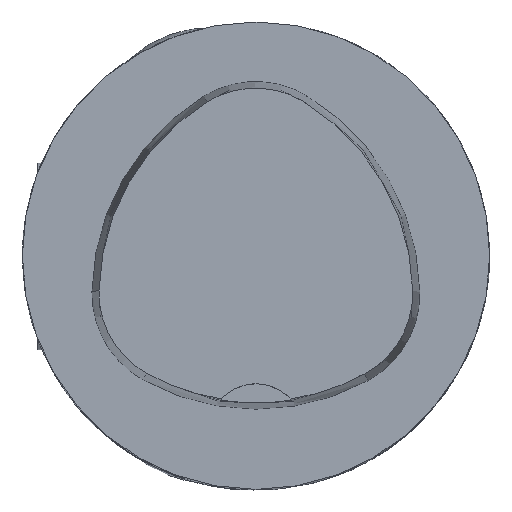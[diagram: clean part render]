
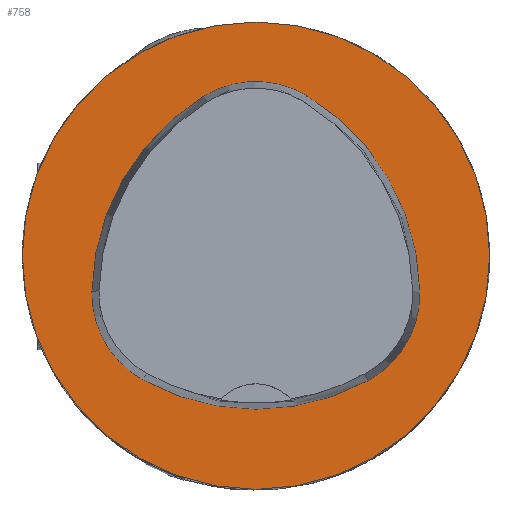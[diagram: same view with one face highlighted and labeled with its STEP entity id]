
A CAD part, top view. The second image highlights one B-rep face of the part: STEP entity #758.
In plain terms, the highlighted planar face has unit normal (0, 0, 1).
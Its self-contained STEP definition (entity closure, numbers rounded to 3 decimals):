
#139=PLANE('',#6840);
#758=ADVANCED_FACE('',(#2354,#2355),#139,.T.);
#2153=CIRCLE('',#6726,20.);
#2218=CIRCLE('',#6818,20.);
#2220=CIRCLE('',#6821,8.5);
#2222=CIRCLE('',#6824,20.);
#2224=CIRCLE('',#6827,8.5);
#2228=CIRCLE('',#6832,20.);
#2230=CIRCLE('',#6835,8.5);
#2354=FACE_BOUND('',#2448,.T.);
#2355=FACE_BOUND('',#2449,.T.);
#2448=EDGE_LOOP('',(#3134,#3135,#3136,#3137,#3138,#3139));
#2449=EDGE_LOOP('',(#3140));
#3134=ORIENTED_EDGE('',*,*,#5722,.T.);
#3135=ORIENTED_EDGE('',*,*,#5702,.T.);
#3136=ORIENTED_EDGE('',*,*,#5706,.T.);
#3137=ORIENTED_EDGE('',*,*,#5709,.T.);
#3138=ORIENTED_EDGE('',*,*,#5712,.T.);
#3139=ORIENTED_EDGE('',*,*,#5720,.T.);
#3140=ORIENTED_EDGE('',*,*,#5446,.F.);
#4782=VERTEX_POINT('',#9124);
#5033=VERTEX_POINT('',#9719);
#5034=VERTEX_POINT('',#9720);
#5037=VERTEX_POINT('',#9728);
#5039=VERTEX_POINT('',#9734);
#5041=VERTEX_POINT('',#9740);
#5048=VERTEX_POINT('',#9761);
#5446=EDGE_CURVE('',#4782,#4782,#2153,.T.);
#5702=EDGE_CURVE('',#5033,#5034,#2218,.T.);
#5706=EDGE_CURVE('',#5034,#5037,#2220,.T.);
#5709=EDGE_CURVE('',#5037,#5039,#2222,.T.);
#5712=EDGE_CURVE('',#5039,#5041,#2224,.T.);
#5720=EDGE_CURVE('',#5041,#5048,#2228,.T.);
#5722=EDGE_CURVE('',#5048,#5033,#2230,.T.);
#6726=AXIS2_PLACEMENT_3D('',#9123,#7302,#7303);
#6818=AXIS2_PLACEMENT_3D('',#9718,#7654,#7655);
#6821=AXIS2_PLACEMENT_3D('',#9727,#7662,#7663);
#6824=AXIS2_PLACEMENT_3D('',#9733,#7669,#7670);
#6827=AXIS2_PLACEMENT_3D('',#9739,#7676,#7677);
#6832=AXIS2_PLACEMENT_3D('',#9762,#7688,#7689);
#6835=AXIS2_PLACEMENT_3D('',#9765,#7694,#7695);
#6840=AXIS2_PLACEMENT_3D('',#9770,#7704,#7705);
#7302=DIRECTION('',(0.,0.,-1.));
#7303=DIRECTION('',(-1.,0.,0.));
#7654=DIRECTION('',(0.,0.,-1.));
#7655=DIRECTION('',(-1.,0.,0.));
#7662=DIRECTION('',(0.,0.,-1.));
#7663=DIRECTION('',(-1.,0.,0.));
#7669=DIRECTION('',(0.,0.,-1.));
#7670=DIRECTION('',(-1.,0.,0.));
#7676=DIRECTION('',(0.,0.,-1.));
#7677=DIRECTION('',(-1.,0.,0.));
#7688=DIRECTION('',(0.,0.,-1.));
#7689=DIRECTION('',(-1.,0.,0.));
#7694=DIRECTION('',(0.,0.,-1.));
#7695=DIRECTION('',(-1.,0.,0.));
#7704=DIRECTION('',(0.,0.,1.));
#7705=DIRECTION('',(1.,0.,0.));
#9123=CARTESIAN_POINT('',(0.,0.,0.));
#9124=CARTESIAN_POINT('',(-20.,0.,0.));
#9718=CARTESIAN_POINT('',(5.955,-3.414,0.));
#9719=CARTESIAN_POINT('',(-14.041,-3.042,0.));
#9720=CARTESIAN_POINT('',(-4.472,13.653,0.));
#9727=CARTESIAN_POINT('',(-0.04,6.4,0.));
#9728=CARTESIAN_POINT('',(4.347,13.68,0.));
#9733=CARTESIAN_POINT('',(-5.976,-3.45,0.));
#9734=CARTESIAN_POINT('',(14.021,-3.075,0.));
#9739=CARTESIAN_POINT('',(5.522,-3.235,0.));
#9740=CARTESIAN_POINT('',(9.588,-10.699,0.));
#9761=CARTESIAN_POINT('',(-9.655,-10.639,0.));
#9762=CARTESIAN_POINT('',(0.022,6.864,0.));
#9765=CARTESIAN_POINT('',(-5.543,-3.2,0.));
#9770=CARTESIAN_POINT('',(0.,0.,0.));
